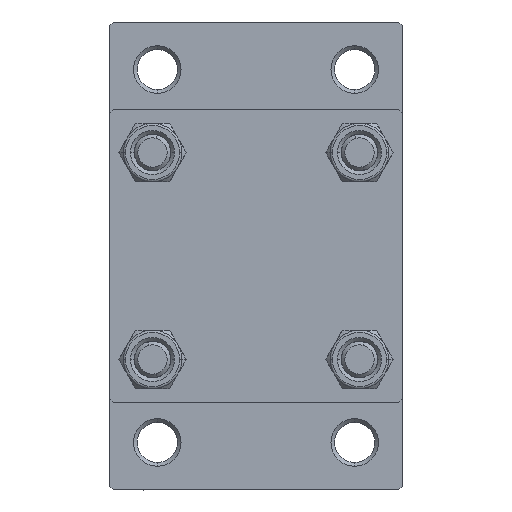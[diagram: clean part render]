
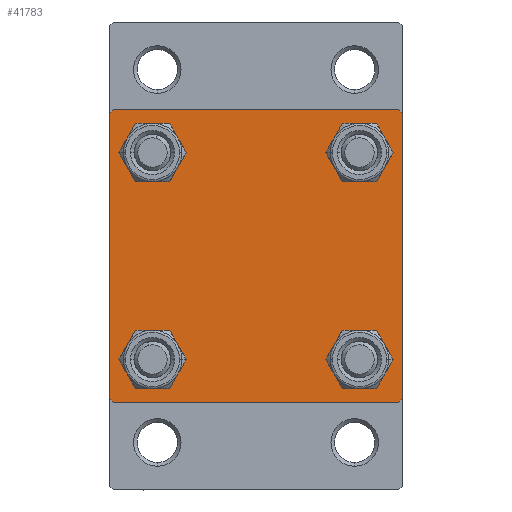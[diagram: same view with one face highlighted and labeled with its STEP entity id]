
A CAD part, left-side view. The second image highlights one B-rep face of the part: STEP entity #41783.
In plain terms, the highlighted planar face has unit normal (-1, 0, 0).
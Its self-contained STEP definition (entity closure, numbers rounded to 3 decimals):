
#43 = DIRECTION ( 'NONE',  ( 1., 0., 0. ) ) ;
#174 = AXIS2_PLACEMENT_3D ( 'NONE', #40622, #22123, #6606 ) ;
#329 = DIRECTION ( 'NONE',  ( 1., 0., 0. ) ) ;
#1227 = EDGE_LOOP ( 'NONE', ( #15481, #12984 ) ) ;
#1264 = VERTEX_POINT ( 'NONE', #2104 ) ;
#1754 = ORIENTED_EDGE ( 'NONE', *, *, #24962, .T. ) ;
#1755 = DIRECTION ( 'NONE',  ( 0., 0., 1. ) ) ;
#1921 = CARTESIAN_POINT ( 'NONE',  ( 0., -14.15, -14.15 ) ) ;
#2072 = CARTESIAN_POINT ( 'NONE',  ( 0., -14.15, 17.15 ) ) ;
#2104 = CARTESIAN_POINT ( 'NONE',  ( 0., -19.5, -20. ) ) ;
#2854 = CARTESIAN_POINT ( 'NONE',  ( 0., 14.15, -11.15 ) ) ;
#2872 = DIRECTION ( 'NONE',  ( 0., 0., 1. ) ) ;
#3453 = VECTOR ( 'NONE', #23367, 1000. ) ;
#3769 = LINE ( 'NONE', #26202, #24982 ) ;
#4281 = DIRECTION ( 'NONE',  ( 0., 0.707, -0.707 ) ) ;
#5879 = VECTOR ( 'NONE', #17110, 1000. ) ;
#6397 = DIRECTION ( 'NONE',  ( 0., -1., 0. ) ) ;
#6606 = DIRECTION ( 'NONE',  ( 0., 0., 1. ) ) ;
#6666 = CARTESIAN_POINT ( 'NONE',  ( 0., -20., 19.5 ) ) ;
#6673 = DIRECTION ( 'NONE',  ( 1., 0., 0. ) ) ;
#6915 = CARTESIAN_POINT ( 'NONE',  ( 0., 14.15, 14.15 ) ) ;
#7614 = EDGE_CURVE ( 'NONE', #30217, #42590, #30166, .T. ) ;
#7961 = LINE ( 'NONE', #38034, #28821 ) ;
#8239 = ORIENTED_EDGE ( 'NONE', *, *, #31931, .T. ) ;
#8339 = CIRCLE ( 'NONE', #46946, 3. ) ;
#8644 = CARTESIAN_POINT ( 'NONE',  ( 0., 0., 0. ) ) ;
#8956 = DIRECTION ( 'NONE',  ( 1., 0., 0. ) ) ;
#9630 = FACE_BOUND ( 'NONE', #11330, .T. ) ;
#9689 = LINE ( 'NONE', #36068, #37845 ) ;
#9815 = CARTESIAN_POINT ( 'NONE',  ( 0., -20., 20. ) ) ;
#9835 = CIRCLE ( 'NONE', #45277, 3. ) ;
#10625 = VERTEX_POINT ( 'NONE', #35062 ) ;
#11330 = EDGE_LOOP ( 'NONE', ( #31159, #28662 ) ) ;
#11408 = EDGE_CURVE ( 'NONE', #13276, #31851, #9835, .T. ) ;
#11758 = DIRECTION ( 'NONE',  ( 1., 0., 0. ) ) ;
#11785 = LINE ( 'NONE', #15714, #3453 ) ;
#12773 = EDGE_CURVE ( 'NONE', #42720, #20614, #25118, .T. ) ;
#12970 = AXIS2_PLACEMENT_3D ( 'NONE', #1921, #35680, #39134 ) ;
#12984 = ORIENTED_EDGE ( 'NONE', *, *, #27045, .T. ) ;
#13148 = AXIS2_PLACEMENT_3D ( 'NONE', #8644, #20234, #1755 ) ;
#13276 = VERTEX_POINT ( 'NONE', #2072 ) ;
#13742 = EDGE_CURVE ( 'NONE', #29198, #28375, #28811, .T. ) ;
#14540 = VERTEX_POINT ( 'NONE', #16431 ) ;
#14599 = DIRECTION ( 'NONE',  ( 0., -1., 0. ) ) ;
#14908 = CARTESIAN_POINT ( 'NONE',  ( 0., -20., -19.5 ) ) ;
#14941 = ORIENTED_EDGE ( 'NONE', *, *, #30761, .T. ) ;
#15481 = ORIENTED_EDGE ( 'NONE', *, *, #11408, .T. ) ;
#15714 = CARTESIAN_POINT ( 'NONE',  ( 0., 20., 20. ) ) ;
#16095 = VECTOR ( 'NONE', #6397, 1000. ) ;
#16295 = PLANE ( 'NONE',  #13148 ) ;
#16326 = CARTESIAN_POINT ( 'NONE',  ( 0., -19.5, 20. ) ) ;
#16431 = CARTESIAN_POINT ( 'NONE',  ( 0., 20., -19.5 ) ) ;
#16918 = CIRCLE ( 'NONE', #12970, 3. ) ;
#17030 = FACE_OUTER_BOUND ( 'NONE', #42321, .T. ) ;
#17093 = CARTESIAN_POINT ( 'NONE',  ( 0., 14.15, 11.15 ) ) ;
#17110 = DIRECTION ( 'NONE',  ( 0., -0.707, 0.707 ) ) ;
#17646 = CARTESIAN_POINT ( 'NONE',  ( 0., 14.15, -14.15 ) ) ;
#17852 = ORIENTED_EDGE ( 'NONE', *, *, #32788, .T. ) ;
#18008 = DIRECTION ( 'NONE',  ( 0., 0., 1. ) ) ;
#18489 = CARTESIAN_POINT ( 'NONE',  ( 0., 19.5, -20. ) ) ;
#19025 = ORIENTED_EDGE ( 'NONE', *, *, #45956, .T. ) ;
#19048 = CARTESIAN_POINT ( 'NONE',  ( 0., -14.15, -14.15 ) ) ;
#19317 = DIRECTION ( 'NONE',  ( 0., 0., 1. ) ) ;
#19919 = EDGE_CURVE ( 'NONE', #32450, #46772, #3769, .T. ) ;
#20217 = VERTEX_POINT ( 'NONE', #18489 ) ;
#20234 = DIRECTION ( 'NONE',  ( -1., 0., 0. ) ) ;
#20484 = FACE_BOUND ( 'NONE', #1227, .T. ) ;
#20509 = EDGE_LOOP ( 'NONE', ( #1754, #42172 ) ) ;
#20614 = VERTEX_POINT ( 'NONE', #14908 ) ;
#20676 = DIRECTION ( 'NONE',  ( 0., 0.707, 0.707 ) ) ;
#21969 = CARTESIAN_POINT ( 'NONE',  ( 0., 19.5, 20. ) ) ;
#22123 = DIRECTION ( 'NONE',  ( 1., 0., 0. ) ) ;
#22892 = ORIENTED_EDGE ( 'NONE', *, *, #19919, .F. ) ;
#23367 = DIRECTION ( 'NONE',  ( 0., 0., -1. ) ) ;
#23735 = ORIENTED_EDGE ( 'NONE', *, *, #25564, .T. ) ;
#24212 = ORIENTED_EDGE ( 'NONE', *, *, #13742, .T. ) ;
#24297 = ORIENTED_EDGE ( 'NONE', *, *, #35717, .T. ) ;
#24308 = VECTOR ( 'NONE', #20676, 1000. ) ;
#24522 = CARTESIAN_POINT ( 'NONE',  ( 0., -19.75, -19.75 ) ) ;
#24626 = VERTEX_POINT ( 'NONE', #37813 ) ;
#24962 = EDGE_CURVE ( 'NONE', #10625, #42417, #42575, .T. ) ;
#24982 = VECTOR ( 'NONE', #14599, 1000. ) ;
#25118 = LINE ( 'NONE', #9815, #47683 ) ;
#25377 = LINE ( 'NONE', #33489, #16095 ) ;
#25564 = EDGE_CURVE ( 'NONE', #14540, #20217, #9689, .T. ) ;
#26045 = AXIS2_PLACEMENT_3D ( 'NONE', #45466, #8956, #19317 ) ;
#26202 = CARTESIAN_POINT ( 'NONE',  ( 0., 20., 20. ) ) ;
#27045 = EDGE_CURVE ( 'NONE', #31851, #13276, #30867, .T. ) ;
#27187 = DIRECTION ( 'NONE',  ( 0., 0., 1. ) ) ;
#27358 = CIRCLE ( 'NONE', #40779, 3. ) ;
#27393 = FACE_BOUND ( 'NONE', #28398, .T. ) ;
#28090 = LINE ( 'NONE', #43134, #24308 ) ;
#28235 = CARTESIAN_POINT ( 'NONE',  ( 0., 14.15, -17.15 ) ) ;
#28375 = VERTEX_POINT ( 'NONE', #28235 ) ;
#28398 = EDGE_LOOP ( 'NONE', ( #24212, #47792 ) ) ;
#28662 = ORIENTED_EDGE ( 'NONE', *, *, #33708, .T. ) ;
#28811 = CIRCLE ( 'NONE', #45345, 3. ) ;
#28821 = VECTOR ( 'NONE', #4281, 1000. ) ;
#29198 = VERTEX_POINT ( 'NONE', #2854 ) ;
#30166 = CIRCLE ( 'NONE', #42781, 3. ) ;
#30217 = VERTEX_POINT ( 'NONE', #48017 ) ;
#30723 = DIRECTION ( 'NONE',  ( 0., 0., 1. ) ) ;
#30761 = EDGE_CURVE ( 'NONE', #24626, #14540, #11785, .T. ) ;
#30867 = CIRCLE ( 'NONE', #174, 3. ) ;
#31159 = ORIENTED_EDGE ( 'NONE', *, *, #7614, .T. ) ;
#31851 = VERTEX_POINT ( 'NONE', #45725 ) ;
#31931 = EDGE_CURVE ( 'NONE', #1264, #20614, #46959, .T. ) ;
#32068 = FACE_BOUND ( 'NONE', #20509, .T. ) ;
#32075 = CARTESIAN_POINT ( 'NONE',  ( 0., -14.15, -17.15 ) ) ;
#32375 = DIRECTION ( 'NONE',  ( 0., -0.707, -0.707 ) ) ;
#32450 = VERTEX_POINT ( 'NONE', #21969 ) ;
#32689 = DIRECTION ( 'NONE',  ( 1., 0., 0. ) ) ;
#32788 = EDGE_CURVE ( 'NONE', #20217, #1264, #25377, .T. ) ;
#33489 = CARTESIAN_POINT ( 'NONE',  ( 0., 20., -20. ) ) ;
#33708 = EDGE_CURVE ( 'NONE', #42590, #30217, #16918, .T. ) ;
#33813 = CARTESIAN_POINT ( 'NONE',  ( 0., -14.15, 14.15 ) ) ;
#35062 = CARTESIAN_POINT ( 'NONE',  ( 0., 14.15, 17.15 ) ) ;
#35680 = DIRECTION ( 'NONE',  ( 1., 0., 0. ) ) ;
#35717 = EDGE_CURVE ( 'NONE', #32450, #24626, #7961, .T. ) ;
#36068 = CARTESIAN_POINT ( 'NONE',  ( 0., 19.75, -19.75 ) ) ;
#36201 = DIRECTION ( 'NONE',  ( 0., 0., -1. ) ) ;
#37256 = DIRECTION ( 'NONE',  ( 0., 0., 1. ) ) ;
#37813 = CARTESIAN_POINT ( 'NONE',  ( 0., 20., 19.5 ) ) ;
#37845 = VECTOR ( 'NONE', #32375, 1000. ) ;
#38034 = CARTESIAN_POINT ( 'NONE',  ( 0., 19.75, 19.75 ) ) ;
#38846 = CARTESIAN_POINT ( 'NONE',  ( 0., 14.15, -14.15 ) ) ;
#39134 = DIRECTION ( 'NONE',  ( 0., 0., 1. ) ) ;
#40453 = EDGE_CURVE ( 'NONE', #28375, #29198, #8339, .T. ) ;
#40622 = CARTESIAN_POINT ( 'NONE',  ( 0., -14.15, 14.15 ) ) ;
#40779 = AXIS2_PLACEMENT_3D ( 'NONE', #6915, #6673, #18008 ) ;
#41783 = ADVANCED_FACE ( 'NONE', ( #20484, #9630, #27393, #32068, #17030 ), #16295, .T. ) ;
#42172 = ORIENTED_EDGE ( 'NONE', *, *, #43643, .T. ) ;
#42205 = ORIENTED_EDGE ( 'NONE', *, *, #12773, .F. ) ;
#42321 = EDGE_LOOP ( 'NONE', ( #14941, #23735, #17852, #8239, #42205, #19025, #22892, #24297 ) ) ;
#42417 = VERTEX_POINT ( 'NONE', #17093 ) ;
#42575 = CIRCLE ( 'NONE', #26045, 3. ) ;
#42590 = VERTEX_POINT ( 'NONE', #32075 ) ;
#42720 = VERTEX_POINT ( 'NONE', #6666 ) ;
#42781 = AXIS2_PLACEMENT_3D ( 'NONE', #19048, #329, #27187 ) ;
#43134 = CARTESIAN_POINT ( 'NONE',  ( 0., -19.75, 19.75 ) ) ;
#43643 = EDGE_CURVE ( 'NONE', #42417, #10625, #27358, .T. ) ;
#45277 = AXIS2_PLACEMENT_3D ( 'NONE', #33813, #43, #37256 ) ;
#45345 = AXIS2_PLACEMENT_3D ( 'NONE', #38846, #11758, #30723 ) ;
#45466 = CARTESIAN_POINT ( 'NONE',  ( 0., 14.15, 14.15 ) ) ;
#45725 = CARTESIAN_POINT ( 'NONE',  ( 0., -14.15, 11.15 ) ) ;
#45956 = EDGE_CURVE ( 'NONE', #42720, #46772, #28090, .T. ) ;
#46772 = VERTEX_POINT ( 'NONE', #16326 ) ;
#46946 = AXIS2_PLACEMENT_3D ( 'NONE', #17646, #32689, #2872 ) ;
#46959 = LINE ( 'NONE', #24522, #5879 ) ;
#47683 = VECTOR ( 'NONE', #36201, 1000. ) ;
#47792 = ORIENTED_EDGE ( 'NONE', *, *, #40453, .T. ) ;
#48017 = CARTESIAN_POINT ( 'NONE',  ( 0., -14.15, -11.15 ) ) ;
